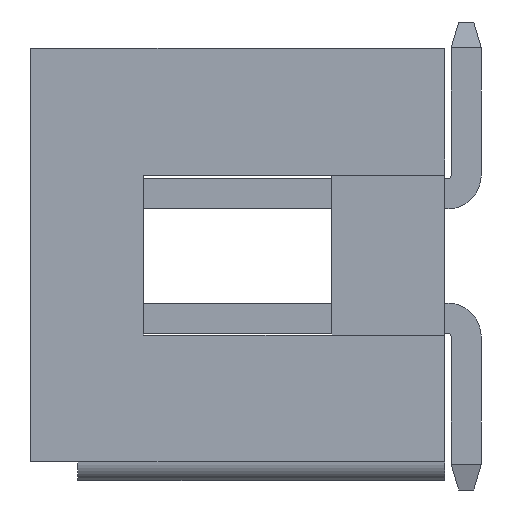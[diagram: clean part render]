
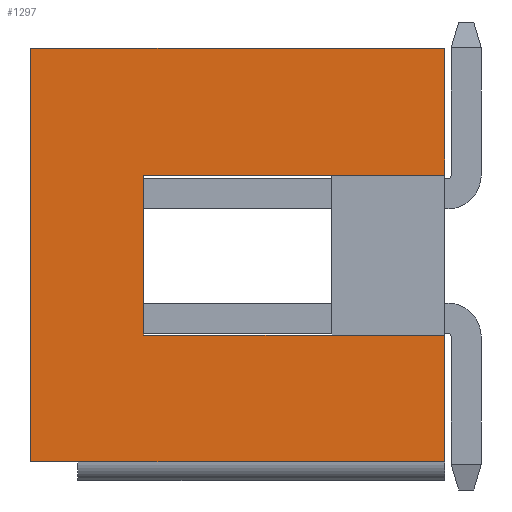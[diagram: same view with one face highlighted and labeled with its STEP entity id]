
A CAD part, left-side view. The second image highlights one B-rep face of the part: STEP entity #1297.
In plain terms, the highlighted planar face has unit normal (-1, 0, 0).
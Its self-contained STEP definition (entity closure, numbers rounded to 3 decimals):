
#43 = PLANE('',#44);
#44 = AXIS2_PLACEMENT_3D('',#45,#46,#47);
#45 = CARTESIAN_POINT('',(-10.2,8.8,-4.4));
#46 = DIRECTION('',(0.,1.,0.));
#47 = DIRECTION('',(0.,0.,1.));
#81 = PLANE('',#82);
#82 = AXIS2_PLACEMENT_3D('',#83,#84,#85);
#83 = CARTESIAN_POINT('',(10.2,0.,4.4));
#84 = DIRECTION('',(-0.,0.,1.));
#85 = DIRECTION('',(-1.,0.,0.));
#122 = VERTEX_POINT('',#123);
#123 = CARTESIAN_POINT('',(-10.2,8.8,-4.4));
#137 = PLANE('',#138);
#138 = AXIS2_PLACEMENT_3D('',#139,#140,#141);
#139 = CARTESIAN_POINT('',(-10.2,0.,-4.4));
#140 = DIRECTION('',(0.,0.,-1.));
#141 = DIRECTION('',(1.,0.,0.));
#149 = EDGE_CURVE('',#150,#122,#152,.T.);
#150 = VERTEX_POINT('',#151);
#151 = CARTESIAN_POINT('',(-10.2,8.8,4.4));
#152 = SURFACE_CURVE('',#153,(#157,#164),.PCURVE_S1.);
#153 = LINE('',#154,#155);
#154 = CARTESIAN_POINT('',(-10.2,8.8,4.4));
#155 = VECTOR('',#156,1.);
#156 = DIRECTION('',(0.,0.,-1.));
#157 = PCURVE('',#43,#158);
#158 = DEFINITIONAL_REPRESENTATION('',(#159),#163);
#159 = LINE('',#160,#161);
#160 = CARTESIAN_POINT('',(8.8,0.));
#161 = VECTOR('',#162,1.);
#162 = DIRECTION('',(-1.,0.));
#163 = ( GEOMETRIC_REPRESENTATION_CONTEXT(2) 
PARAMETRIC_REPRESENTATION_CONTEXT() REPRESENTATION_CONTEXT('2D SPACE',''
  ) );
#164 = PCURVE('',#165,#170);
#165 = PLANE('',#166);
#166 = AXIS2_PLACEMENT_3D('',#167,#168,#169);
#167 = CARTESIAN_POINT('',(-10.2,0.,4.4));
#168 = DIRECTION('',(-1.,0.,0.));
#169 = DIRECTION('',(0.,0.,-1.));
#170 = DEFINITIONAL_REPRESENTATION('',(#171),#175);
#171 = LINE('',#172,#173);
#172 = CARTESIAN_POINT('',(0.,-8.8));
#173 = VECTOR('',#174,1.);
#174 = DIRECTION('',(1.,0.));
#175 = ( GEOMETRIC_REPRESENTATION_CONTEXT(2) 
PARAMETRIC_REPRESENTATION_CONTEXT() REPRESENTATION_CONTEXT('2D SPACE',''
  ) );
#521 = VERTEX_POINT('',#522);
#522 = CARTESIAN_POINT('',(-10.2,0.,4.4));
#536 = PLANE('',#537);
#537 = AXIS2_PLACEMENT_3D('',#538,#539,#540);
#538 = CARTESIAN_POINT('',(8.1,0.,-4.4));
#539 = DIRECTION('',(0.,1.,0.));
#540 = DIRECTION('',(0.,0.,1.));
#616 = EDGE_CURVE('',#521,#150,#617,.T.);
#617 = SURFACE_CURVE('',#618,(#622,#629),.PCURVE_S1.);
#618 = LINE('',#619,#620);
#619 = CARTESIAN_POINT('',(-10.2,0.,4.4));
#620 = VECTOR('',#621,1.);
#621 = DIRECTION('',(0.,1.,0.));
#622 = PCURVE('',#81,#623);
#623 = DEFINITIONAL_REPRESENTATION('',(#624),#628);
#624 = LINE('',#625,#626);
#625 = CARTESIAN_POINT('',(20.4,-0.));
#626 = VECTOR('',#627,1.);
#627 = DIRECTION('',(0.,-1.));
#628 = ( GEOMETRIC_REPRESENTATION_CONTEXT(2) 
PARAMETRIC_REPRESENTATION_CONTEXT() REPRESENTATION_CONTEXT('2D SPACE',''
  ) );
#629 = PCURVE('',#165,#630);
#630 = DEFINITIONAL_REPRESENTATION('',(#631),#635);
#631 = LINE('',#632,#633);
#632 = CARTESIAN_POINT('',(0.,0.));
#633 = VECTOR('',#634,1.);
#634 = DIRECTION('',(0.,-1.));
#635 = ( GEOMETRIC_REPRESENTATION_CONTEXT(2) 
PARAMETRIC_REPRESENTATION_CONTEXT() REPRESENTATION_CONTEXT('2D SPACE',''
  ) );
#905 = VERTEX_POINT('',#906);
#906 = CARTESIAN_POINT('',(-10.2,0.,-4.4));
#929 = EDGE_CURVE('',#905,#122,#930,.T.);
#930 = SURFACE_CURVE('',#931,(#935,#942),.PCURVE_S1.);
#931 = LINE('',#932,#933);
#932 = CARTESIAN_POINT('',(-10.2,0.,-4.4));
#933 = VECTOR('',#934,1.);
#934 = DIRECTION('',(0.,1.,0.));
#935 = PCURVE('',#137,#936);
#936 = DEFINITIONAL_REPRESENTATION('',(#937),#941);
#937 = LINE('',#938,#939);
#938 = CARTESIAN_POINT('',(0.,0.));
#939 = VECTOR('',#940,1.);
#940 = DIRECTION('',(0.,-1.));
#941 = ( GEOMETRIC_REPRESENTATION_CONTEXT(2) 
PARAMETRIC_REPRESENTATION_CONTEXT() REPRESENTATION_CONTEXT('2D SPACE',''
  ) );
#942 = PCURVE('',#165,#943);
#943 = DEFINITIONAL_REPRESENTATION('',(#944),#948);
#944 = LINE('',#945,#946);
#945 = CARTESIAN_POINT('',(8.8,0.));
#946 = VECTOR('',#947,1.);
#947 = DIRECTION('',(0.,-1.));
#948 = ( GEOMETRIC_REPRESENTATION_CONTEXT(2) 
PARAMETRIC_REPRESENTATION_CONTEXT() REPRESENTATION_CONTEXT('2D SPACE',''
  ) );
#1297 = ADVANCED_FACE('',(#1298),#165,.T.);
#1298 = FACE_BOUND('',#1299,.T.);
#1299 = EDGE_LOOP('',(#1300,#1323,#1324,#1325,#1326,#1349,#1377,#1405));
#1300 = ORIENTED_EDGE('',*,*,#1301,.F.);
#1301 = EDGE_CURVE('',#521,#1302,#1304,.T.);
#1302 = VERTEX_POINT('',#1303);
#1303 = CARTESIAN_POINT('',(-10.2,0.,1.7));
#1304 = SURFACE_CURVE('',#1305,(#1309,#1316),.PCURVE_S1.);
#1305 = LINE('',#1306,#1307);
#1306 = CARTESIAN_POINT('',(-10.2,0.,4.4));
#1307 = VECTOR('',#1308,1.);
#1308 = DIRECTION('',(0.,0.,-1.));
#1309 = PCURVE('',#165,#1310);
#1310 = DEFINITIONAL_REPRESENTATION('',(#1311),#1315);
#1311 = LINE('',#1312,#1313);
#1312 = CARTESIAN_POINT('',(0.,0.));
#1313 = VECTOR('',#1314,1.);
#1314 = DIRECTION('',(1.,0.));
#1315 = ( GEOMETRIC_REPRESENTATION_CONTEXT(2) 
PARAMETRIC_REPRESENTATION_CONTEXT() REPRESENTATION_CONTEXT('2D SPACE',''
  ) );
#1316 = PCURVE('',#536,#1317);
#1317 = DEFINITIONAL_REPRESENTATION('',(#1318),#1322);
#1318 = LINE('',#1319,#1320);
#1319 = CARTESIAN_POINT('',(8.8,-18.3));
#1320 = VECTOR('',#1321,1.);
#1321 = DIRECTION('',(-1.,0.));
#1322 = ( GEOMETRIC_REPRESENTATION_CONTEXT(2) 
PARAMETRIC_REPRESENTATION_CONTEXT() REPRESENTATION_CONTEXT('2D SPACE',''
  ) );
#1323 = ORIENTED_EDGE('',*,*,#616,.T.);
#1324 = ORIENTED_EDGE('',*,*,#149,.T.);
#1325 = ORIENTED_EDGE('',*,*,#929,.F.);
#1326 = ORIENTED_EDGE('',*,*,#1327,.F.);
#1327 = EDGE_CURVE('',#1328,#905,#1330,.T.);
#1328 = VERTEX_POINT('',#1329);
#1329 = CARTESIAN_POINT('',(-10.2,0.,-1.7));
#1330 = SURFACE_CURVE('',#1331,(#1335,#1342),.PCURVE_S1.);
#1331 = LINE('',#1332,#1333);
#1332 = CARTESIAN_POINT('',(-10.2,0.,4.4));
#1333 = VECTOR('',#1334,1.);
#1334 = DIRECTION('',(0.,0.,-1.));
#1335 = PCURVE('',#165,#1336);
#1336 = DEFINITIONAL_REPRESENTATION('',(#1337),#1341);
#1337 = LINE('',#1338,#1339);
#1338 = CARTESIAN_POINT('',(0.,0.));
#1339 = VECTOR('',#1340,1.);
#1340 = DIRECTION('',(1.,0.));
#1341 = ( GEOMETRIC_REPRESENTATION_CONTEXT(2) 
PARAMETRIC_REPRESENTATION_CONTEXT() REPRESENTATION_CONTEXT('2D SPACE',''
  ) );
#1342 = PCURVE('',#536,#1343);
#1343 = DEFINITIONAL_REPRESENTATION('',(#1344),#1348);
#1344 = LINE('',#1345,#1346);
#1345 = CARTESIAN_POINT('',(8.8,-18.3));
#1346 = VECTOR('',#1347,1.);
#1347 = DIRECTION('',(-1.,0.));
#1348 = ( GEOMETRIC_REPRESENTATION_CONTEXT(2) 
PARAMETRIC_REPRESENTATION_CONTEXT() REPRESENTATION_CONTEXT('2D SPACE',''
  ) );
#1349 = ORIENTED_EDGE('',*,*,#1350,.T.);
#1350 = EDGE_CURVE('',#1328,#1351,#1353,.T.);
#1351 = VERTEX_POINT('',#1352);
#1352 = CARTESIAN_POINT('',(-10.2,6.4,-1.7));
#1353 = SURFACE_CURVE('',#1354,(#1358,#1365),.PCURVE_S1.);
#1354 = LINE('',#1355,#1356);
#1355 = CARTESIAN_POINT('',(-10.2,0.,-1.7));
#1356 = VECTOR('',#1357,1.);
#1357 = DIRECTION('',(0.,1.,0.));
#1358 = PCURVE('',#165,#1359);
#1359 = DEFINITIONAL_REPRESENTATION('',(#1360),#1364);
#1360 = LINE('',#1361,#1362);
#1361 = CARTESIAN_POINT('',(6.1,0.));
#1362 = VECTOR('',#1363,1.);
#1363 = DIRECTION('',(0.,-1.));
#1364 = ( GEOMETRIC_REPRESENTATION_CONTEXT(2) 
PARAMETRIC_REPRESENTATION_CONTEXT() REPRESENTATION_CONTEXT('2D SPACE',''
  ) );
#1365 = PCURVE('',#1366,#1371);
#1366 = PLANE('',#1367);
#1367 = AXIS2_PLACEMENT_3D('',#1368,#1369,#1370);
#1368 = CARTESIAN_POINT('',(-10.2,0.,-1.7));
#1369 = DIRECTION('',(0.,0.,1.));
#1370 = DIRECTION('',(0.,1.,0.));
#1371 = DEFINITIONAL_REPRESENTATION('',(#1372),#1376);
#1372 = LINE('',#1373,#1374);
#1373 = CARTESIAN_POINT('',(0.,0.));
#1374 = VECTOR('',#1375,1.);
#1375 = DIRECTION('',(1.,0.));
#1376 = ( GEOMETRIC_REPRESENTATION_CONTEXT(2) 
PARAMETRIC_REPRESENTATION_CONTEXT() REPRESENTATION_CONTEXT('2D SPACE',''
  ) );
#1377 = ORIENTED_EDGE('',*,*,#1378,.T.);
#1378 = EDGE_CURVE('',#1351,#1379,#1381,.T.);
#1379 = VERTEX_POINT('',#1380);
#1380 = CARTESIAN_POINT('',(-10.2,6.4,1.7));
#1381 = SURFACE_CURVE('',#1382,(#1386,#1393),.PCURVE_S1.);
#1382 = LINE('',#1383,#1384);
#1383 = CARTESIAN_POINT('',(-10.2,6.4,-1.7));
#1384 = VECTOR('',#1385,1.);
#1385 = DIRECTION('',(0.,0.,1.));
#1386 = PCURVE('',#165,#1387);
#1387 = DEFINITIONAL_REPRESENTATION('',(#1388),#1392);
#1388 = LINE('',#1389,#1390);
#1389 = CARTESIAN_POINT('',(6.1,-6.4));
#1390 = VECTOR('',#1391,1.);
#1391 = DIRECTION('',(-1.,0.));
#1392 = ( GEOMETRIC_REPRESENTATION_CONTEXT(2) 
PARAMETRIC_REPRESENTATION_CONTEXT() REPRESENTATION_CONTEXT('2D SPACE',''
  ) );
#1393 = PCURVE('',#1394,#1399);
#1394 = PLANE('',#1395);
#1395 = AXIS2_PLACEMENT_3D('',#1396,#1397,#1398);
#1396 = CARTESIAN_POINT('',(-10.2,6.4,-1.7));
#1397 = DIRECTION('',(0.,-1.,0.));
#1398 = DIRECTION('',(0.,0.,1.));
#1399 = DEFINITIONAL_REPRESENTATION('',(#1400),#1404);
#1400 = LINE('',#1401,#1402);
#1401 = CARTESIAN_POINT('',(0.,0.));
#1402 = VECTOR('',#1403,1.);
#1403 = DIRECTION('',(1.,0.));
#1404 = ( GEOMETRIC_REPRESENTATION_CONTEXT(2) 
PARAMETRIC_REPRESENTATION_CONTEXT() REPRESENTATION_CONTEXT('2D SPACE',''
  ) );
#1405 = ORIENTED_EDGE('',*,*,#1406,.T.);
#1406 = EDGE_CURVE('',#1379,#1302,#1407,.T.);
#1407 = SURFACE_CURVE('',#1408,(#1412,#1419),.PCURVE_S1.);
#1408 = LINE('',#1409,#1410);
#1409 = CARTESIAN_POINT('',(-10.2,6.4,1.7));
#1410 = VECTOR('',#1411,1.);
#1411 = DIRECTION('',(0.,-1.,0.));
#1412 = PCURVE('',#165,#1413);
#1413 = DEFINITIONAL_REPRESENTATION('',(#1414),#1418);
#1414 = LINE('',#1415,#1416);
#1415 = CARTESIAN_POINT('',(2.7,-6.4));
#1416 = VECTOR('',#1417,1.);
#1417 = DIRECTION('',(0.,1.));
#1418 = ( GEOMETRIC_REPRESENTATION_CONTEXT(2) 
PARAMETRIC_REPRESENTATION_CONTEXT() REPRESENTATION_CONTEXT('2D SPACE',''
  ) );
#1419 = PCURVE('',#1420,#1425);
#1420 = PLANE('',#1421);
#1421 = AXIS2_PLACEMENT_3D('',#1422,#1423,#1424);
#1422 = CARTESIAN_POINT('',(-10.2,6.4,1.7));
#1423 = DIRECTION('',(0.,0.,-1.));
#1424 = DIRECTION('',(0.,-1.,0.));
#1425 = DEFINITIONAL_REPRESENTATION('',(#1426),#1430);
#1426 = LINE('',#1427,#1428);
#1427 = CARTESIAN_POINT('',(-0.,0.));
#1428 = VECTOR('',#1429,1.);
#1429 = DIRECTION('',(1.,0.));
#1430 = ( GEOMETRIC_REPRESENTATION_CONTEXT(2) 
PARAMETRIC_REPRESENTATION_CONTEXT() REPRESENTATION_CONTEXT('2D SPACE',''
  ) );
